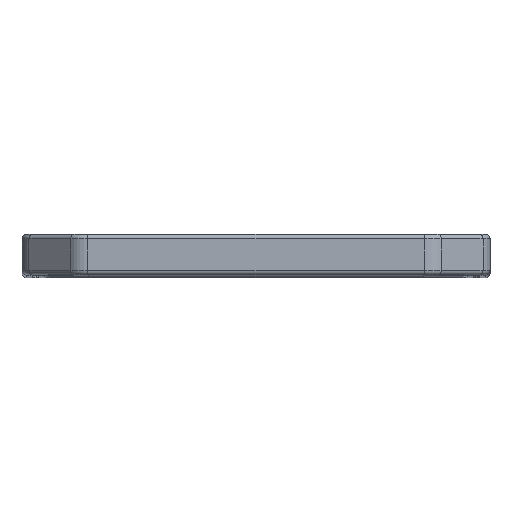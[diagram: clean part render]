
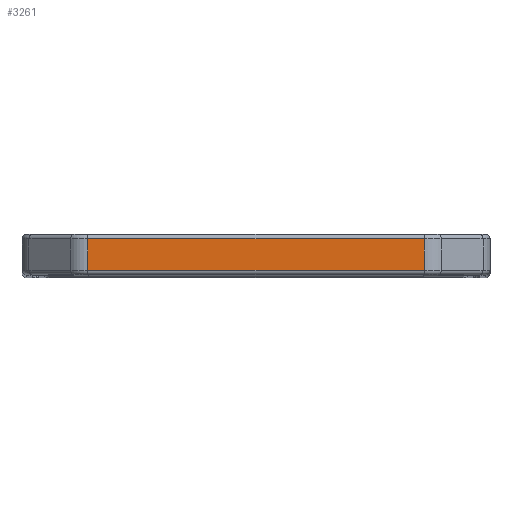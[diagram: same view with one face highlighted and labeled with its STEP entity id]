
A CAD part, top view. The second image highlights one B-rep face of the part: STEP entity #3261.
In plain terms, the highlighted planar face has unit normal (0, 0, 1).
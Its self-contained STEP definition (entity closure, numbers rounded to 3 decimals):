
#36=PLANE($,#3515);
#215=LINE($,#5295,#495);
#222=LINE($,#5402,#502);
#223=LINE($,#5405,#503);
#224=LINE($,#5406,#504);
#495=VECTOR($,#4023,14.);
#502=VECTOR($,#4076,149.029);
#503=VECTOR($,#4079,14.);
#504=VECTOR($,#4080,149.029);
#818=FACE_OUTER_BOUND($,#1005,.T.);
#1005=EDGE_LOOP($,(#2363,#2364,#2365,#2366));
#1448=VERTEX_POINT($,#5288);
#1450=VERTEX_POINT($,#5294);
#1463=VERTEX_POINT($,#5398);
#1465=VERTEX_POINT($,#5404);
#1793=EDGE_CURVE($,#1450,#1448,#215,.T.);
#1816=EDGE_CURVE($,#1463,#1448,#222,.T.);
#1817=EDGE_CURVE($,#1465,#1463,#223,.T.);
#1818=EDGE_CURVE($,#1465,#1450,#224,.T.);
#2363=ORIENTED_EDGE($,*,*,#1817,.T.);
#2364=ORIENTED_EDGE($,*,*,#1816,.T.);
#2365=ORIENTED_EDGE($,*,*,#1793,.F.);
#2366=ORIENTED_EDGE($,*,*,#1818,.F.);
#3261=ADVANCED_FACE($,(#818),#36,.T.);
#3515=AXIS2_PLACEMENT_3D($,#5403,#4077,#4078);
#4023=DIRECTION($,(0.,-1.,0.));
#4076=DIRECTION($,(1.,0.,0.));
#4077=DIRECTION('center_axis',(0.,0.,1.));
#4078=DIRECTION('ref_axis',(0.,-1.,0.));
#4079=DIRECTION($,(0.,-1.,0.));
#4080=DIRECTION($,(1.,0.,0.));
#5288=CARTESIAN_POINT('',(74.515,-8.,357.5));
#5294=CARTESIAN_POINT('',(74.515,6.,357.5));
#5295=CARTESIAN_POINT($,(74.515,-8.,357.5));
#5398=CARTESIAN_POINT('',(-74.515,-8.,357.5));
#5402=CARTESIAN_POINT($,(-74.515,-8.,357.5));
#5403=CARTESIAN_POINT('Origin',(-74.515,6.,357.5));
#5404=CARTESIAN_POINT('',(-74.515,6.,357.5));
#5405=CARTESIAN_POINT($,(-74.515,-8.,357.5));
#5406=CARTESIAN_POINT($,(-74.515,6.,357.5));
